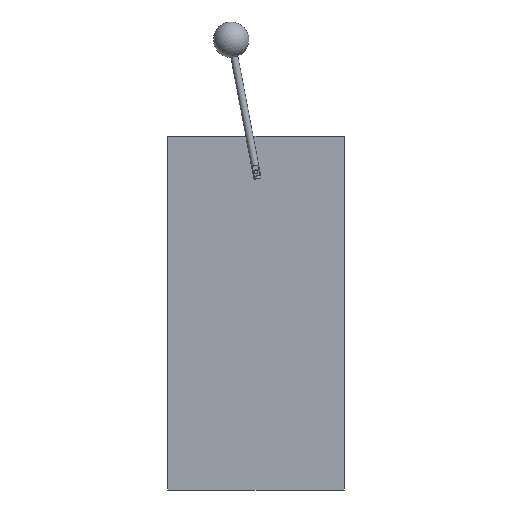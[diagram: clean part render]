
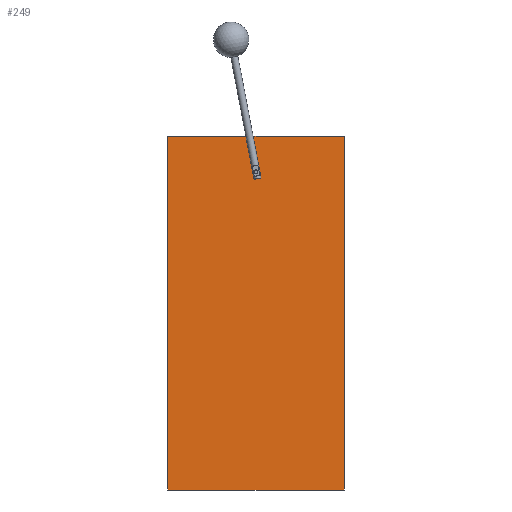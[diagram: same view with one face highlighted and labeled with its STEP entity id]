
A CAD part, front view. The second image highlights one B-rep face of the part: STEP entity #249.
In plain terms, the highlighted planar face has unit normal (0, -1, 0).
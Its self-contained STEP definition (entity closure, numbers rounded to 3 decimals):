
#43=CIRCLE('',#304,2.5);
#67=ORIENTED_EDGE('',*,*,#115,.F.);
#68=ORIENTED_EDGE('',*,*,#105,.F.);
#69=ORIENTED_EDGE('',*,*,#114,.F.);
#70=ORIENTED_EDGE('',*,*,#111,.F.);
#71=ORIENTED_EDGE('',*,*,#108,.F.);
#105=EDGE_CURVE('',#131,#132,#151,.T.);
#108=EDGE_CURVE('',#132,#134,#154,.T.);
#111=EDGE_CURVE('',#134,#136,#157,.T.);
#114=EDGE_CURVE('',#136,#131,#160,.T.);
#115=EDGE_CURVE('',#137,#137,#43,.F.);
#131=VERTEX_POINT('',#410);
#132=VERTEX_POINT('',#412);
#134=VERTEX_POINT('',#418);
#136=VERTEX_POINT('',#424);
#137=VERTEX_POINT('',#431);
#151=LINE('',#411,#167);
#154=LINE('',#417,#170);
#157=LINE('',#423,#173);
#160=LINE('',#428,#176);
#167=VECTOR('',#334,1000.);
#170=VECTOR('',#339,1000.);
#173=VECTOR('',#344,1000.);
#176=VECTOR('',#349,1000.);
#185=EDGE_LOOP('',(#67));
#186=EDGE_LOOP('',(#68,#69,#70,#71));
#211=FACE_BOUND('',#185,.T.);
#212=FACE_BOUND('',#186,.T.);
#237=PLANE('',#303);
#249=ADVANCED_FACE('',(#211,#212),#237,.F.);
#303=AXIS2_PLACEMENT_3D('',#429,#350,#351);
#304=AXIS2_PLACEMENT_3D('',#430,#352,#353);
#334=DIRECTION('',(0.,0.,-1.));
#339=DIRECTION('',(-1.,0.,0.));
#344=DIRECTION('',(0.,0.,1.));
#349=DIRECTION('',(1.,0.,0.));
#350=DIRECTION('',(0.,1.,0.));
#351=DIRECTION('',(0.,0.,1.));
#352=DIRECTION('',(0.,1.,0.));
#353=DIRECTION('',(0.,0.,1.));
#410=CARTESIAN_POINT('',(250.,-25.,500.));
#411=CARTESIAN_POINT('',(250.,-25.,500.));
#412=CARTESIAN_POINT('',(250.,-25.,0.));
#417=CARTESIAN_POINT('',(250.,-25.,0.));
#418=CARTESIAN_POINT('',(0.,-25.,0.));
#423=CARTESIAN_POINT('',(0.,-25.,0.));
#424=CARTESIAN_POINT('',(0.,-25.,500.));
#428=CARTESIAN_POINT('',(0.,-25.,500.));
#429=CARTESIAN_POINT('',(0.,-25.,0.));
#430=CARTESIAN_POINT('',(125.,-25.,450.));
#431=CARTESIAN_POINT('',(125.,-25.,452.5));
